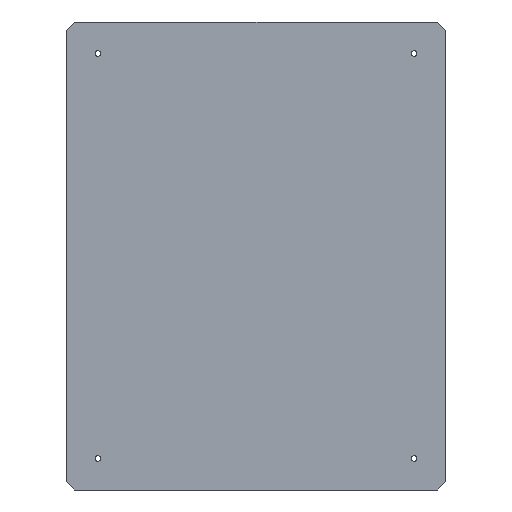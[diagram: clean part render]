
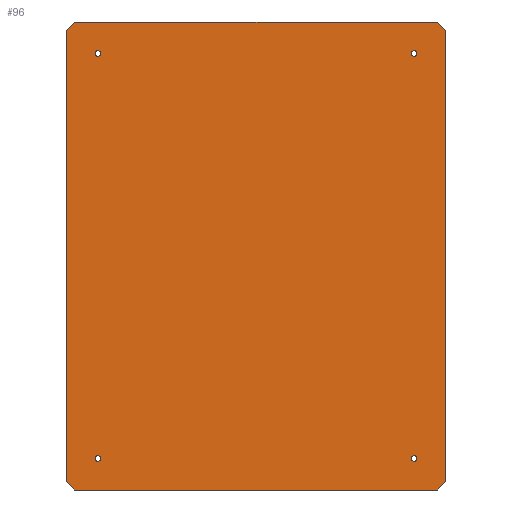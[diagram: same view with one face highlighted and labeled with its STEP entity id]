
A CAD part, front view. The second image highlights one B-rep face of the part: STEP entity #96.
In plain terms, the highlighted planar face has unit normal (0, -1, 0).
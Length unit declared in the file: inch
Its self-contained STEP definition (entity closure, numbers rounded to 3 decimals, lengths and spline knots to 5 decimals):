
#1 = DIRECTION ( 'NONE',  ( 0., 0., -1. ) ) ;
#4 = CARTESIAN_POINT ( 'NONE',  ( 8.3575, -0.0747, -10.3575 ) ) ;
#9 = CIRCLE ( 'NONE', #325, 0.125 ) ;
#13 = DIRECTION ( 'NONE',  ( -0.707, 0., 0.707 ) ) ;
#19 = CARTESIAN_POINT ( 'NONE',  ( 8.17, -0.0747, -10.545 ) ) ;
#28 = VECTOR ( 'NONE', #13, 39.37008 ) ;
#39 = VECTOR ( 'NONE', #185, 39.37008 ) ;
#40 = VERTEX_POINT ( 'NONE', #365 ) ;
#41 = CARTESIAN_POINT ( 'NONE',  ( 8.545, -0.0747, 10.17 ) ) ;
#45 = CARTESIAN_POINT ( 'NONE',  ( 8.3575, -0.0747, 10.3575 ) ) ;
#50 = FACE_BOUND ( 'NONE', #247, .T. ) ;
#56 = EDGE_LOOP ( 'NONE', ( #279 ) ) ;
#58 = CARTESIAN_POINT ( 'NONE',  ( 7.125, -0.0747, 9. ) ) ;
#62 = EDGE_CURVE ( 'NONE', #318, #318, #235, .T. ) ;
#64 = VECTOR ( 'NONE', #454, 39.37008 ) ;
#66 = ORIENTED_EDGE ( 'NONE', *, *, #62, .T. ) ;
#68 = AXIS2_PLACEMENT_3D ( 'NONE', #412, #180, #1 ) ;
#71 = ORIENTED_EDGE ( 'NONE', *, *, #226, .F. ) ;
#74 = VECTOR ( 'NONE', #351, 39.37008 ) ;
#75 = EDGE_CURVE ( 'NONE', #273, #273, #173, .T. ) ;
#89 = DIRECTION ( 'NONE',  ( 0., 1., 0. ) ) ;
#93 = CARTESIAN_POINT ( 'NONE',  ( 7.125, -0.0747, 9.125 ) ) ;
#96 = ADVANCED_FACE ( 'NONE', ( #50, #308, #157, #401, #259 ), #143, .F. ) ;
#98 = VERTEX_POINT ( 'NONE', #41 ) ;
#106 = VECTOR ( 'NONE', #123, 39.37008 ) ;
#116 = CARTESIAN_POINT ( 'NONE',  ( -7.125, -0.0747, -9.125 ) ) ;
#117 = CARTESIAN_POINT ( 'NONE',  ( -8.545, -0.0747, -10.545 ) ) ;
#118 = DIRECTION ( 'NONE',  ( 0., 0., 1. ) ) ;
#123 = DIRECTION ( 'NONE',  ( 1., 0., 0. ) ) ;
#127 = ORIENTED_EDGE ( 'NONE', *, *, #469, .F. ) ;
#130 = CARTESIAN_POINT ( 'NONE',  ( 7.125, -0.0747, -9.25 ) ) ;
#138 = VECTOR ( 'NONE', #377, 39.37008 ) ;
#139 = ORIENTED_EDGE ( 'NONE', *, *, #263, .F. ) ;
#143 = PLANE ( 'NONE',  #397 ) ;
#147 = LINE ( 'NONE', #416, #39 ) ;
#150 = DIRECTION ( 'NONE',  ( 0., 1., 0. ) ) ;
#156 = EDGE_CURVE ( 'NONE', #287, #98, #358, .T. ) ;
#157 = FACE_BOUND ( 'NONE', #426, .T. ) ;
#167 = AXIS2_PLACEMENT_3D ( 'NONE', #116, #150, #374 ) ;
#171 = CARTESIAN_POINT ( 'NONE',  ( -7.125, -0.0747, 9. ) ) ;
#173 = CIRCLE ( 'NONE', #68, 0.125 ) ;
#177 = EDGE_LOOP ( 'NONE', ( #475, #139, #127, #348, #376, #419, #71, #218 ) ) ;
#180 = DIRECTION ( 'NONE',  ( 0., 1., 0. ) ) ;
#181 = LINE ( 'NONE', #455, #106 ) ;
#184 = VERTEX_POINT ( 'NONE', #452 ) ;
#185 = DIRECTION ( 'NONE',  ( 0., 0., -1. ) ) ;
#210 = LINE ( 'NONE', #461, #345 ) ;
#218 = ORIENTED_EDGE ( 'NONE', *, *, #228, .F. ) ;
#224 = VERTEX_POINT ( 'NONE', #385 ) ;
#226 = EDGE_CURVE ( 'NONE', #417, #314, #230, .T. ) ;
#228 = EDGE_CURVE ( 'NONE', #98, #417, #147, .T. ) ;
#229 = VERTEX_POINT ( 'NONE', #171 ) ;
#230 = LINE ( 'NONE', #4, #138 ) ;
#233 = CARTESIAN_POINT ( 'NONE',  ( 8.545, -0.0747, -10.17 ) ) ;
#235 = CIRCLE ( 'NONE', #167, 0.125 ) ;
#241 = CIRCLE ( 'NONE', #257, 0.125 ) ;
#244 = VERTEX_POINT ( 'NONE', #341 ) ;
#247 = EDGE_LOOP ( 'NONE', ( #66 ) ) ;
#256 = DIRECTION ( 'NONE',  ( 0., 0., 1. ) ) ;
#257 = AXIS2_PLACEMENT_3D ( 'NONE', #93, #89, #350 ) ;
#259 = FACE_OUTER_BOUND ( 'NONE', #177, .T. ) ;
#262 = CARTESIAN_POINT ( 'NONE',  ( 8.17, -0.0747, 10.545 ) ) ;
#263 = EDGE_CURVE ( 'NONE', #40, #287, #181, .T. ) ;
#270 = CARTESIAN_POINT ( 'NONE',  ( -8.3575, -0.0747, 10.3575 ) ) ;
#273 = VERTEX_POINT ( 'NONE', #130 ) ;
#278 = EDGE_CURVE ( 'NONE', #224, #244, #456, .T. ) ;
#279 = ORIENTED_EDGE ( 'NONE', *, *, #460, .T. ) ;
#284 = VECTOR ( 'NONE', #118, 39.37008 ) ;
#287 = VERTEX_POINT ( 'NONE', #262 ) ;
#306 = CARTESIAN_POINT ( 'NONE',  ( -8.3575, -0.0747, -10.3575 ) ) ;
#308 = FACE_BOUND ( 'NONE', #56, .T. ) ;
#309 = ORIENTED_EDGE ( 'NONE', *, *, #442, .T. ) ;
#310 = DIRECTION ( 'NONE',  ( -1., 0., 0. ) ) ;
#314 = VERTEX_POINT ( 'NONE', #19 ) ;
#318 = VERTEX_POINT ( 'NONE', #393 ) ;
#325 = AXIS2_PLACEMENT_3D ( 'NONE', #386, #458, #428 ) ;
#332 = EDGE_CURVE ( 'NONE', #314, #184, #210, .T. ) ;
#341 = CARTESIAN_POINT ( 'NONE',  ( -8.545, -0.0747, 10.17 ) ) ;
#343 = EDGE_CURVE ( 'NONE', #184, #224, #367, .T. ) ;
#345 = VECTOR ( 'NONE', #310, 39.37008 ) ;
#348 = ORIENTED_EDGE ( 'NONE', *, *, #278, .F. ) ;
#350 = DIRECTION ( 'NONE',  ( 0., 0., -1. ) ) ;
#351 = DIRECTION ( 'NONE',  ( 0.707, 0., 0.707 ) ) ;
#358 = LINE ( 'NONE', #45, #64 ) ;
#363 = ORIENTED_EDGE ( 'NONE', *, *, #75, .T. ) ;
#365 = CARTESIAN_POINT ( 'NONE',  ( -8.17, -0.0747, 10.545 ) ) ;
#366 = CARTESIAN_POINT ( 'NONE',  ( 0., -0.0747, 0. ) ) ;
#367 = LINE ( 'NONE', #306, #28 ) ;
#374 = DIRECTION ( 'NONE',  ( 0., 0., -1. ) ) ;
#375 = LINE ( 'NONE', #270, #74 ) ;
#376 = ORIENTED_EDGE ( 'NONE', *, *, #343, .F. ) ;
#377 = DIRECTION ( 'NONE',  ( -0.707, 0., -0.707 ) ) ;
#385 = CARTESIAN_POINT ( 'NONE',  ( -8.545, -0.0747, -10.17 ) ) ;
#386 = CARTESIAN_POINT ( 'NONE',  ( -7.125, -0.0747, 9.125 ) ) ;
#389 = VERTEX_POINT ( 'NONE', #58 ) ;
#393 = CARTESIAN_POINT ( 'NONE',  ( -7.125, -0.0747, -9.25 ) ) ;
#397 = AXIS2_PLACEMENT_3D ( 'NONE', #366, #447, #256 ) ;
#401 = FACE_BOUND ( 'NONE', #430, .T. ) ;
#412 = CARTESIAN_POINT ( 'NONE',  ( 7.125, -0.0747, -9.125 ) ) ;
#416 = CARTESIAN_POINT ( 'NONE',  ( 8.545, -0.0747, 10.545 ) ) ;
#417 = VERTEX_POINT ( 'NONE', #233 ) ;
#419 = ORIENTED_EDGE ( 'NONE', *, *, #332, .F. ) ;
#426 = EDGE_LOOP ( 'NONE', ( #309 ) ) ;
#428 = DIRECTION ( 'NONE',  ( 0., 0., -1. ) ) ;
#430 = EDGE_LOOP ( 'NONE', ( #363 ) ) ;
#442 = EDGE_CURVE ( 'NONE', #229, #229, #9, .T. ) ;
#447 = DIRECTION ( 'NONE',  ( 0., 1., 0. ) ) ;
#452 = CARTESIAN_POINT ( 'NONE',  ( -8.17, -0.0747, -10.545 ) ) ;
#454 = DIRECTION ( 'NONE',  ( 0.707, 0., -0.707 ) ) ;
#455 = CARTESIAN_POINT ( 'NONE',  ( -8.545, -0.0747, 10.545 ) ) ;
#456 = LINE ( 'NONE', #117, #284 ) ;
#458 = DIRECTION ( 'NONE',  ( 0., 1., 0. ) ) ;
#460 = EDGE_CURVE ( 'NONE', #389, #389, #241, .T. ) ;
#461 = CARTESIAN_POINT ( 'NONE',  ( 8.545, -0.0747, -10.545 ) ) ;
#469 = EDGE_CURVE ( 'NONE', #244, #40, #375, .T. ) ;
#475 = ORIENTED_EDGE ( 'NONE', *, *, #156, .F. ) ;
